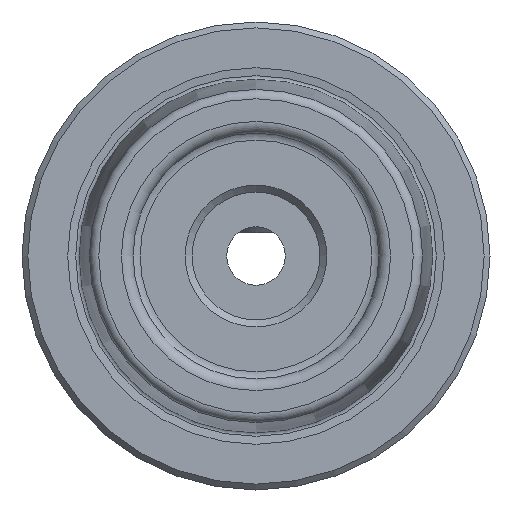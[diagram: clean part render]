
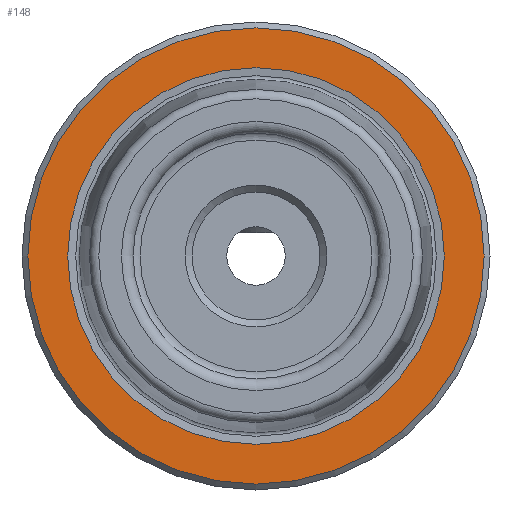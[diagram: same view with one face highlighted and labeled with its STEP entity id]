
A CAD part, left-side view. The second image highlights one B-rep face of the part: STEP entity #148.
In plain terms, the highlighted planar face has unit normal (-1, 0, 0).
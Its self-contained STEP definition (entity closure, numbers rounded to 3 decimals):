
#148 = ADVANCED_FACE( '', ( #351, #352 ), #353, .T. );
#351 = FACE_OUTER_BOUND( '', #627, .T. );
#352 = FACE_BOUND( '', #628, .T. );
#353 = PLANE( '', #629 );
#627 = EDGE_LOOP( '', ( #969 ) );
#628 = EDGE_LOOP( '', ( #970 ) );
#629 = AXIS2_PLACEMENT_3D( '', #971, #972, #973 );
#969 = ORIENTED_EDGE( '', *, *, #1338, .T. );
#970 = ORIENTED_EDGE( '', *, *, #1327, .F. );
#971 = CARTESIAN_POINT( '', ( 0., 0., 19.5 ) );
#972 = DIRECTION( '', ( -1., 0., 0. ) );
#973 = DIRECTION( '', ( 0., 0., 1. ) );
#1327 = EDGE_CURVE( '', #1532, #1532, #1533, .T. );
#1338 = EDGE_CURVE( '', #1549, #1549, #1550, .T. );
#1532 = VERTEX_POINT( '', #1785 );
#1533 = CIRCLE( '', #1786, 16.094 );
#1549 = VERTEX_POINT( '', #1805 );
#1550 = CIRCLE( '', #1806, 19.5 );
#1785 = CARTESIAN_POINT( '', ( 0., 0., 16.094 ) );
#1786 = AXIS2_PLACEMENT_3D( '', #2142, #2143, #2144 );
#1805 = CARTESIAN_POINT( '', ( 0., 0., 19.5 ) );
#1806 = AXIS2_PLACEMENT_3D( '', #2160, #2161, #2162 );
#2142 = CARTESIAN_POINT( '', ( 0., 0., 0. ) );
#2143 = DIRECTION( '', ( -1., 0., 0. ) );
#2144 = DIRECTION( '', ( 0., 0., 1. ) );
#2160 = CARTESIAN_POINT( '', ( 0., 0., 0. ) );
#2161 = DIRECTION( '', ( -1., 0., 0. ) );
#2162 = DIRECTION( '', ( 0., 0., 1. ) );
